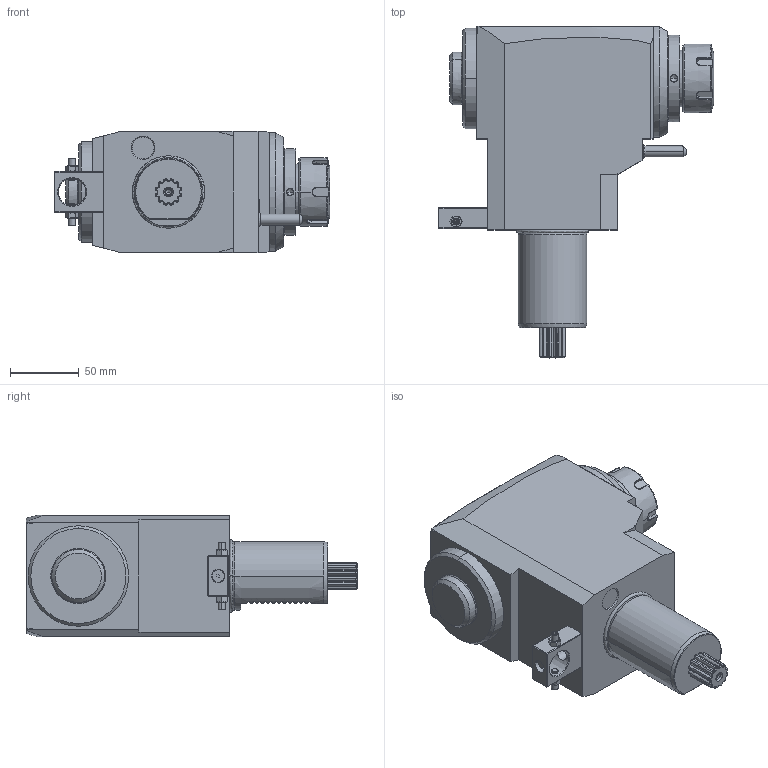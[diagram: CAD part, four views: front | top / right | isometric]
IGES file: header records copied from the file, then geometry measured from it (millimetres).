
Start section:  PTC IGES file: ngt1_50_211_32_3_1_110.igs
Global section: file name: ngt1_50_211_32_3_1_110.igs; native system: Pro/ENGINEER by Parametric Technology Corporation; preprocessor: 2010280; author: vali; organization: Unknown; date: 20230407.101412; units: millimetre
Bounding box: 200.1 x 241 x 88 mm (x, y, z)
Volume: 1814857.3 mm3; surface area: 113657.4 mm2
Topology: 1 solids, 1 shells, 475 faces, 1236 edges, 765 vertices
Faces by surface type: revolution 241, bspline 232, extrusion 2
